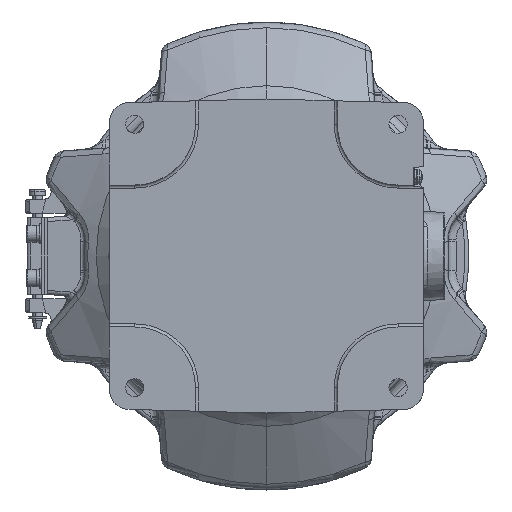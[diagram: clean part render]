
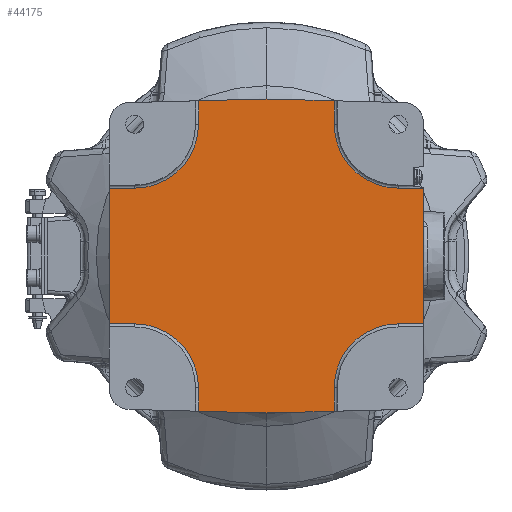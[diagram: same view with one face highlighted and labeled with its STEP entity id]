
A CAD part, front view. The second image highlights one B-rep face of the part: STEP entity #44175.
In plain terms, the highlighted planar face has unit normal (0, -1, 0).
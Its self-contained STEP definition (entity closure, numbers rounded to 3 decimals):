
#966 = CARTESIAN_POINT ( 'NONE',  ( 77.5, -6., 33.5 ) ) ;
#1329 = ORIENTED_EDGE ( 'NONE', *, *, #42336, .T. ) ;
#1422 = DIRECTION ( 'NONE',  ( -1., 0., 0. ) ) ;
#1559 = DIRECTION ( 'NONE',  ( 1., 0., 0. ) ) ;
#2335 = ORIENTED_EDGE ( 'NONE', *, *, #39903, .T. ) ;
#2375 = CARTESIAN_POINT ( 'NONE',  ( 33.5, -6., 76.623 ) ) ;
#2841 = CARTESIAN_POINT ( 'NONE',  ( 33.5, -6., 65. ) ) ;
#3146 = VERTEX_POINT ( 'NONE', #2375 ) ;
#3248 = CARTESIAN_POINT ( 'NONE',  ( -65., -6., -33.5 ) ) ;
#3617 = DIRECTION ( 'NONE',  ( 0., 0., 1. ) ) ;
#3796 = DIRECTION ( 'NONE',  ( -1., 0., -0.026 ) ) ;
#3889 = VECTOR ( 'NONE', #31987, 1000. ) ;
#4683 = CARTESIAN_POINT ( 'NONE',  ( 65., -6., 65. ) ) ;
#5328 = ORIENTED_EDGE ( 'NONE', *, *, #51983, .T. ) ;
#5428 = VECTOR ( 'NONE', #51308, 1000. ) ;
#6312 = VERTEX_POINT ( 'NONE', #35445 ) ;
#6493 = VECTOR ( 'NONE', #24579, 1000. ) ;
#6503 = ORIENTED_EDGE ( 'NONE', *, *, #59837, .T. ) ;
#7126 = FACE_OUTER_BOUND ( 'NONE', #12661, .T. ) ;
#8029 = AXIS2_PLACEMENT_3D ( 'NONE', #26036, #16723, #54523 ) ;
#8620 = LINE ( 'NONE', #51069, #12816 ) ;
#8712 = DIRECTION ( 'NONE',  ( -1., 0., -0.026 ) ) ;
#9136 = CARTESIAN_POINT ( 'NONE',  ( -77.5, -6., 33.5 ) ) ;
#9262 = VERTEX_POINT ( 'NONE', #11376 ) ;
#9909 = DIRECTION ( 'NONE',  ( 1., 0., 0. ) ) ;
#11376 = CARTESIAN_POINT ( 'NONE',  ( 77.5, -6., -33.5 ) ) ;
#11564 = ORIENTED_EDGE ( 'NONE', *, *, #43321, .T. ) ;
#11839 = CARTESIAN_POINT ( 'NONE',  ( 0., -6., 77.5 ) ) ;
#12009 = LINE ( 'NONE', #36484, #57688 ) ;
#12661 = EDGE_LOOP ( 'NONE', ( #1329, #43985, #2335, #28330, #27338, #33723, #5328, #53466, #23017, #6503, #32243, #24970, #53616, #28027, #48451, #19643, #11564, #37932 ) ) ;
#12792 = VERTEX_POINT ( 'NONE', #2841 ) ;
#12816 = VECTOR ( 'NONE', #36203, 1000. ) ;
#13840 = CARTESIAN_POINT ( 'NONE',  ( 65., -6., -33.5 ) ) ;
#15053 = EDGE_CURVE ( 'NONE', #43829, #60866, #54977, .T. ) ;
#15688 = EDGE_CURVE ( 'NONE', #22981, #29510, #60787, .T. ) ;
#15701 = CARTESIAN_POINT ( 'NONE',  ( -65., -6., 65. ) ) ;
#15995 = CARTESIAN_POINT ( 'NONE',  ( -65., -6., 33.5 ) ) ;
#16316 = DIRECTION ( 'NONE',  ( 0., 1., 0. ) ) ;
#16710 = CARTESIAN_POINT ( 'NONE',  ( 0., -6., -77.5 ) ) ;
#16723 = DIRECTION ( 'NONE',  ( 0., -1., 0. ) ) ;
#17960 = VERTEX_POINT ( 'NONE', #22132 ) ;
#18306 = VECTOR ( 'NONE', #8712, 1000. ) ;
#18374 = EDGE_CURVE ( 'NONE', #60866, #9262, #33148, .T. ) ;
#19643 = ORIENTED_EDGE ( 'NONE', *, *, #20160, .T. ) ;
#19935 = VECTOR ( 'NONE', #22294, 1000. ) ;
#19984 = VECTOR ( 'NONE', #43079, 1000. ) ;
#20160 = EDGE_CURVE ( 'NONE', #29510, #47308, #27916, .T. ) ;
#20685 = CARTESIAN_POINT ( 'NONE',  ( -65., -6., 33.5 ) ) ;
#22061 = EDGE_CURVE ( 'NONE', #40430, #29417, #31677, .T. ) ;
#22132 = CARTESIAN_POINT ( 'NONE',  ( -33.5, -6., -76.623 ) ) ;
#22178 = VERTEX_POINT ( 'NONE', #23872 ) ;
#22294 = DIRECTION ( 'NONE',  ( -1., 0., 0.026 ) ) ;
#22981 = VERTEX_POINT ( 'NONE', #11839 ) ;
#23017 = ORIENTED_EDGE ( 'NONE', *, *, #18374, .T. ) ;
#23540 = CARTESIAN_POINT ( 'NONE',  ( -65., -6., -33.5 ) ) ;
#23604 = DIRECTION ( 'NONE',  ( 0., 1., 0. ) ) ;
#23826 = VERTEX_POINT ( 'NONE', #20685 ) ;
#23872 = CARTESIAN_POINT ( 'NONE',  ( -77.5, -6., -33.5 ) ) ;
#23965 = EDGE_CURVE ( 'NONE', #43007, #17960, #57697, .T. ) ;
#24579 = DIRECTION ( 'NONE',  ( -1., 0., 0.026 ) ) ;
#24970 = ORIENTED_EDGE ( 'NONE', *, *, #47812, .T. ) ;
#25063 = VECTOR ( 'NONE', #53756, 1000. ) ;
#25363 = EDGE_CURVE ( 'NONE', #3146, #22981, #43164, .T. ) ;
#26036 = CARTESIAN_POINT ( 'NONE',  ( -65., -6., -65. ) ) ;
#27338 = ORIENTED_EDGE ( 'NONE', *, *, #55786, .F. ) ;
#27471 = CARTESIAN_POINT ( 'NONE',  ( -33.5, -6., -65. ) ) ;
#27916 = LINE ( 'NONE', #46202, #3889 ) ;
#28027 = ORIENTED_EDGE ( 'NONE', *, *, #25363, .T. ) ;
#28186 = CARTESIAN_POINT ( 'NONE',  ( -65., -6., -33.5 ) ) ;
#28229 = CARTESIAN_POINT ( 'NONE',  ( -65., -6., 33.5 ) ) ;
#28330 = ORIENTED_EDGE ( 'NONE', *, *, #23965, .T. ) ;
#29417 = VERTEX_POINT ( 'NONE', #33781 ) ;
#29510 = VERTEX_POINT ( 'NONE', #58532 ) ;
#29777 = CARTESIAN_POINT ( 'NONE',  ( -65., -6., -65. ) ) ;
#30444 = CIRCLE ( 'NONE', #34380, 31.5 ) ;
#31677 = LINE ( 'NONE', #50567, #18306 ) ;
#31683 = VERTEX_POINT ( 'NONE', #966 ) ;
#31987 = DIRECTION ( 'NONE',  ( 0., 0., -1. ) ) ;
#32243 = ORIENTED_EDGE ( 'NONE', *, *, #49911, .T. ) ;
#32265 = VECTOR ( 'NONE', #3796, 1000. ) ;
#32530 = LINE ( 'NONE', #28186, #58150 ) ;
#33148 = LINE ( 'NONE', #23540, #35434 ) ;
#33723 = ORIENTED_EDGE ( 'NONE', *, *, #22061, .F. ) ;
#33781 = CARTESIAN_POINT ( 'NONE',  ( 0., -6., -77.5 ) ) ;
#34380 = AXIS2_PLACEMENT_3D ( 'NONE', #29777, #57341, #1559 ) ;
#34957 = DIRECTION ( 'NONE',  ( 0., 1., 0. ) ) ;
#35434 = VECTOR ( 'NONE', #9909, 1000. ) ;
#35445 = CARTESIAN_POINT ( 'NONE',  ( 65., -6., 33.5 ) ) ;
#35806 = CARTESIAN_POINT ( 'NONE',  ( 33.5, -6., -76.623 ) ) ;
#36203 = DIRECTION ( 'NONE',  ( 0., 0., -1. ) ) ;
#36318 = CARTESIAN_POINT ( 'NONE',  ( 33.5, -6., -65. ) ) ;
#36484 = CARTESIAN_POINT ( 'NONE',  ( 77.5, -6., 45. ) ) ;
#36665 = VERTEX_POINT ( 'NONE', #3248 ) ;
#37932 = ORIENTED_EDGE ( 'NONE', *, *, #56242, .T. ) ;
#38135 = AXIS2_PLACEMENT_3D ( 'NONE', #48596, #34957, #48904 ) ;
#38826 = CARTESIAN_POINT ( 'NONE',  ( 0., -6., 77.5 ) ) ;
#38920 = VECTOR ( 'NONE', #1422, 1000. ) ;
#39218 = CARTESIAN_POINT ( 'NONE',  ( -33.5, -6., 65. ) ) ;
#39519 = LINE ( 'NONE', #52842, #25063 ) ;
#39903 = EDGE_CURVE ( 'NONE', #36665, #43007, #30444, .T. ) ;
#40430 = VERTEX_POINT ( 'NONE', #35806 ) ;
#40667 = VERTEX_POINT ( 'NONE', #9136 ) ;
#40814 = EDGE_CURVE ( 'NONE', #22178, #36665, #32530, .T. ) ;
#41020 = LINE ( 'NONE', #15995, #38920 ) ;
#42336 = EDGE_CURVE ( 'NONE', #40667, #22178, #8620, .T. ) ;
#42361 = VECTOR ( 'NONE', #59055, 1000. ) ;
#43007 = VERTEX_POINT ( 'NONE', #60361 ) ;
#43079 = DIRECTION ( 'NONE',  ( -1., 0., 0. ) ) ;
#43164 = LINE ( 'NONE', #38826, #6493 ) ;
#43321 = EDGE_CURVE ( 'NONE', #47308, #23826, #51444, .T. ) ;
#43829 = VERTEX_POINT ( 'NONE', #36318 ) ;
#43985 = ORIENTED_EDGE ( 'NONE', *, *, #40814, .T. ) ;
#44175 = ADVANCED_FACE ( 'NONE', ( #7126 ), #50812, .T. ) ;
#44201 = DIRECTION ( 'NONE',  ( 1., 0., 0. ) ) ;
#46169 = DIRECTION ( 'NONE',  ( 1., 0., 0. ) ) ;
#46202 = CARTESIAN_POINT ( 'NONE',  ( -33.5, -6., -65. ) ) ;
#47308 = VERTEX_POINT ( 'NONE', #39218 ) ;
#47812 = EDGE_CURVE ( 'NONE', #6312, #12792, #56598, .T. ) ;
#48451 = ORIENTED_EDGE ( 'NONE', *, *, #15688, .T. ) ;
#48596 = CARTESIAN_POINT ( 'NONE',  ( 65., -6., -65. ) ) ;
#48904 = DIRECTION ( 'NONE',  ( 1., 0., 0. ) ) ;
#49911 = EDGE_CURVE ( 'NONE', #31683, #6312, #41020, .T. ) ;
#50567 = CARTESIAN_POINT ( 'NONE',  ( 0., -6., -77.5 ) ) ;
#50612 = CARTESIAN_POINT ( 'NONE',  ( 0., -6., 77.5 ) ) ;
#50663 = AXIS2_PLACEMENT_3D ( 'NONE', #4683, #23604, #59873 ) ;
#50812 = PLANE ( 'NONE',  #8029 ) ;
#51069 = CARTESIAN_POINT ( 'NONE',  ( -77.5, -6., 45. ) ) ;
#51308 = DIRECTION ( 'NONE',  ( 0., 0., -1. ) ) ;
#51444 = CIRCLE ( 'NONE', #59345, 31.5 ) ;
#51983 = EDGE_CURVE ( 'NONE', #40430, #43829, #59361, .T. ) ;
#52842 = CARTESIAN_POINT ( 'NONE',  ( 33.5, -6., -65. ) ) ;
#53466 = ORIENTED_EDGE ( 'NONE', *, *, #15053, .T. ) ;
#53616 = ORIENTED_EDGE ( 'NONE', *, *, #60100, .T. ) ;
#53756 = DIRECTION ( 'NONE',  ( 0., 0., 1. ) ) ;
#54523 = DIRECTION ( 'NONE',  ( 0., 0., -1. ) ) ;
#54730 = CARTESIAN_POINT ( 'NONE',  ( 33.5, -6., -65. ) ) ;
#54977 = CIRCLE ( 'NONE', #38135, 31.5 ) ;
#55786 = EDGE_CURVE ( 'NONE', #29417, #17960, #59135, .T. ) ;
#56242 = EDGE_CURVE ( 'NONE', #23826, #40667, #57625, .T. ) ;
#56598 = CIRCLE ( 'NONE', #50663, 31.5 ) ;
#57341 = DIRECTION ( 'NONE',  ( 0., 1., 0. ) ) ;
#57625 = LINE ( 'NONE', #28229, #19984 ) ;
#57688 = VECTOR ( 'NONE', #3617, 1000. ) ;
#57697 = LINE ( 'NONE', #27471, #5428 ) ;
#58150 = VECTOR ( 'NONE', #46169, 1000. ) ;
#58532 = CARTESIAN_POINT ( 'NONE',  ( -33.5, -6., 76.623 ) ) ;
#59055 = DIRECTION ( 'NONE',  ( 0., 0., 1. ) ) ;
#59135 = LINE ( 'NONE', #16710, #19935 ) ;
#59345 = AXIS2_PLACEMENT_3D ( 'NONE', #15701, #16316, #44201 ) ;
#59361 = LINE ( 'NONE', #54730, #42361 ) ;
#59837 = EDGE_CURVE ( 'NONE', #9262, #31683, #12009, .T. ) ;
#59873 = DIRECTION ( 'NONE',  ( 1., 0., 0. ) ) ;
#60100 = EDGE_CURVE ( 'NONE', #12792, #3146, #39519, .T. ) ;
#60361 = CARTESIAN_POINT ( 'NONE',  ( -33.5, -6., -65. ) ) ;
#60787 = LINE ( 'NONE', #50612, #32265 ) ;
#60866 = VERTEX_POINT ( 'NONE', #13840 ) ;
